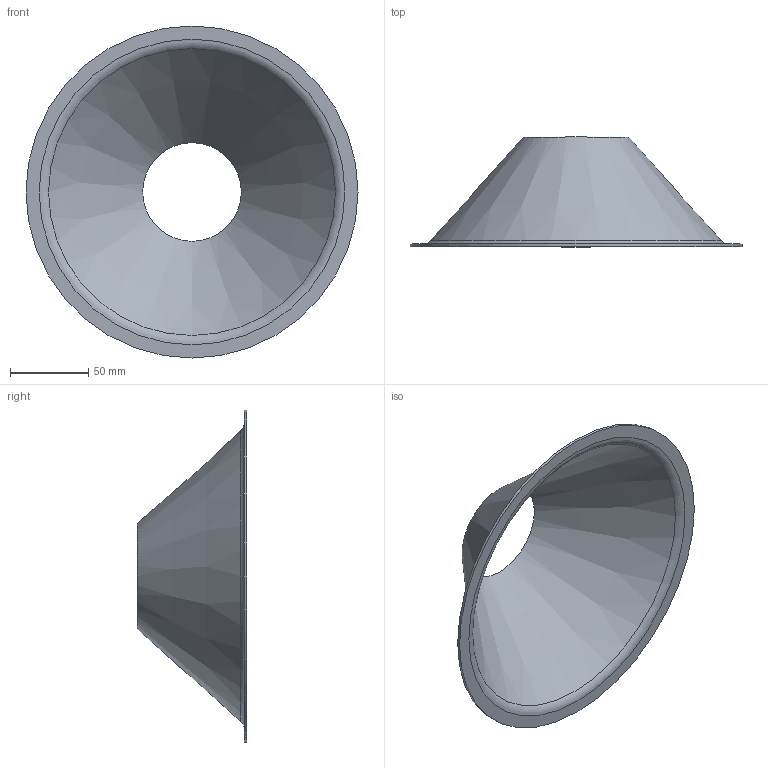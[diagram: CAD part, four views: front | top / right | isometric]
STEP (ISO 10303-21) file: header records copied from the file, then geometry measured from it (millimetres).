
FILE_DESCRIPTION (( 'STEP AP203' ), '1' );
FILE_NAME ('crachoir.STEP', '2022-01-25T13:22:46', ( '' ), ( '' ), 'SwSTEP 2.0', 'SolidWorks 2021', '' );
FILE_SCHEMA (( 'CONFIG_CONTROL_DESIGN' ));
Length unit declared in the file: millimetre
Products named in the file (1): crachoir
Bounding box: 212 x 70 x 212 mm (x, y, z)
Volume: 74937.9 mm3; surface area: 89754.1 mm2
Topology: 1 solids, 1 shells, 8 faces, 14 edges, 9 vertices
Faces by surface type: plane 3, cone 2, torus 2, cylinder 1
Full cylindrical faces by diameter (mm): 212 x1
Entity records: 245 total; most frequent: DIRECTION 34, CARTESIAN_POINT 25, AXIS2_PLACEMENT_3D 17, ORIENTED_EDGE 16, EDGE_LOOP 16, FACE_OUTER_BOUND 11, PERSON_AND_ORGANIZATION 8, ADVANCED_FACE 8
